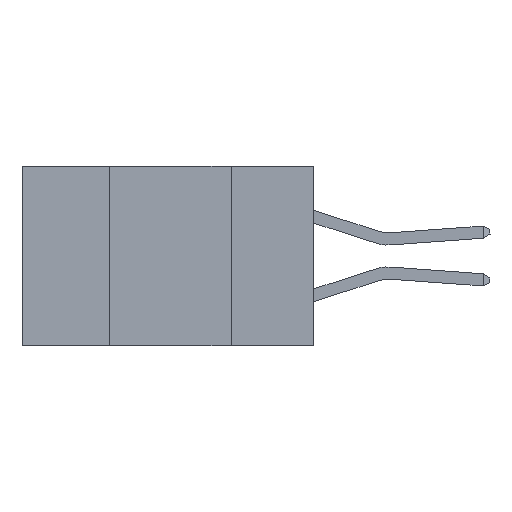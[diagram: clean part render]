
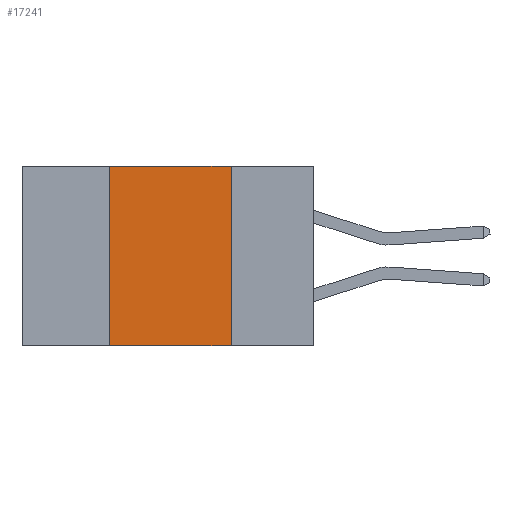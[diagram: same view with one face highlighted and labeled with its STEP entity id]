
A CAD part, left-side view. The second image highlights one B-rep face of the part: STEP entity #17241.
In plain terms, the highlighted planar face has unit normal (-1, 0, 0).
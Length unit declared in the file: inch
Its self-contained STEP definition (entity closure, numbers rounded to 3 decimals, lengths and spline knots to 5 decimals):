
#1118 = DIRECTION ( 'NONE',  ( 0., 0., 1. ) ) ;
#1356 = DIRECTION ( 'NONE',  ( 0., 0., -1. ) ) ;
#1369 = CARTESIAN_POINT ( 'NONE',  ( 0., 0.42, 0. ) ) ;
#1655 = LINE ( 'NONE', #25895, #22112 ) ;
#2056 = ORIENTED_EDGE ( 'NONE', *, *, #8899, .F. ) ;
#2944 = CARTESIAN_POINT ( 'NONE',  ( 0., 0.6, -0.37 ) ) ;
#3537 = VERTEX_POINT ( 'NONE', #19983 ) ;
#3674 = VECTOR ( 'NONE', #27542, 39.37008 ) ;
#3768 = VECTOR ( 'NONE', #1118, 39.37008 ) ;
#4283 = EDGE_CURVE ( 'NONE', #5574, #21881, #1655, .T. ) ;
#4688 = AXIS2_PLACEMENT_3D ( 'NONE', #10754, #17412, #12304 ) ;
#4929 = CARTESIAN_POINT ( 'NONE',  ( 0., 0.42, -0.37 ) ) ;
#5195 = VERTEX_POINT ( 'NONE', #4929 ) ;
#5574 = VERTEX_POINT ( 'NONE', #1369 ) ;
#8899 = EDGE_CURVE ( 'NONE', #21881, #3537, #26327, .T. ) ;
#8980 = CARTESIAN_POINT ( 'NONE',  ( 0., 0.17, 0. ) ) ;
#9512 = EDGE_CURVE ( 'NONE', #5195, #5574, #25249, .T. ) ;
#10754 = CARTESIAN_POINT ( 'NONE',  ( 0., 0.6, 0. ) ) ;
#12304 = DIRECTION ( 'NONE',  ( 0., 0., -1. ) ) ;
#13682 = LINE ( 'NONE', #2944, #3674 ) ;
#14586 = CARTESIAN_POINT ( 'NONE',  ( 0., 0.17, 0. ) ) ;
#15061 = ORIENTED_EDGE ( 'NONE', *, *, #9512, .F. ) ;
#15094 = ORIENTED_EDGE ( 'NONE', *, *, #4283, .F. ) ;
#15111 = EDGE_CURVE ( 'NONE', #5195, #3537, #13682, .T. ) ;
#17241 = ADVANCED_FACE ( 'NONE', ( #26055 ), #23472, .F. ) ;
#17412 = DIRECTION ( 'NONE',  ( 1., 0., 0. ) ) ;
#17891 = EDGE_LOOP ( 'NONE', ( #2056, #15094, #15061, #23600 ) ) ;
#19983 = CARTESIAN_POINT ( 'NONE',  ( 0., 0.17, -0.37 ) ) ;
#20413 = VECTOR ( 'NONE', #1356, 39.37008 ) ;
#21881 = VERTEX_POINT ( 'NONE', #8980 ) ;
#22112 = VECTOR ( 'NONE', #24035, 39.37008 ) ;
#23472 = PLANE ( 'NONE',  #4688 ) ;
#23600 = ORIENTED_EDGE ( 'NONE', *, *, #15111, .T. ) ;
#24035 = DIRECTION ( 'NONE',  ( 0., -1., 0. ) ) ;
#25249 = LINE ( 'NONE', #27564, #3768 ) ;
#25895 = CARTESIAN_POINT ( 'NONE',  ( 0., 0.6, 0. ) ) ;
#26055 = FACE_OUTER_BOUND ( 'NONE', #17891, .T. ) ;
#26327 = LINE ( 'NONE', #14586, #20413 ) ;
#27542 = DIRECTION ( 'NONE',  ( 0., -1., 0. ) ) ;
#27564 = CARTESIAN_POINT ( 'NONE',  ( 0., 0.42, 0. ) ) ;
